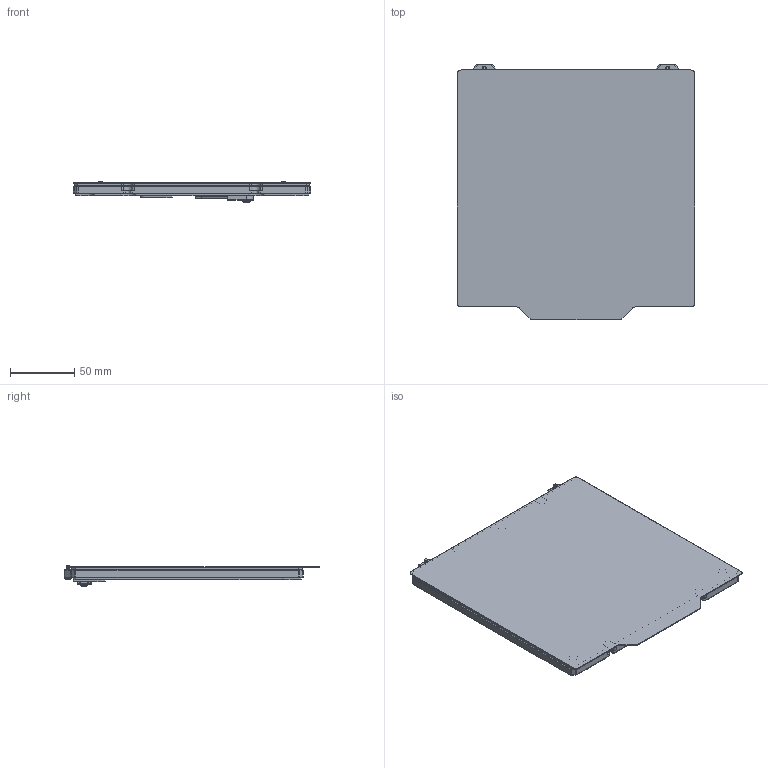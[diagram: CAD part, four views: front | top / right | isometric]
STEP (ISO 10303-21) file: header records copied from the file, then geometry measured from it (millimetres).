
FILE_DESCRIPTION(/* description */ (''),/* implementation_level */ '2;1');
FILE_NAME(/* name */ 'CAD Assembly 180mm - Thermal Fused.step',/* time_stamp */ '2024-10-26T11:58:46+02:00',/* author */ (''),/* organization */ (''),/* preprocessor_version */ 'ST-DEVELOPER v20',/* originating_system */ 'Autodesk Translation Framework v13.20.0.188',/* authorisation */ '');
FILE_SCHEMA (('AUTOMOTIVE_DESIGN { 1 0 10303 214 3 1 1 }'));
Length unit declared in the file: millimetre
Products named in the file (13): (Unsaved); Bed Assembly; Hardware; Thermal Fuse; Leads; Wire; Ceramic Fuse; M3 Washer; M3x10 BHCS; ATP5 Aluminium Bed; Magnetic Sheet; Build Plate; Heater
Assembly tree (15 placements, depth 6):
  (Unsaved)
    Bed Assembly
      Hardware
        M3x10 BHCS  x3
        Thermal Fuse
          Leads
            Wire  x2
          Ceramic Fuse
        M3 Washer
      ATP5 Aluminium Bed
      Magnetic Sheet
      Build Plate
      Heater
Bounding box: 185 x 199.5 x 17.15 mm (x, y, z)
Volume: 341963.3 mm3; surface area: 344321.8 mm2
Topology: 14 solids, 14 shells, 695 faces, 1768 edges, 1122 vertices
Faces by surface type: plane 270, cylinder 252, bspline 82, cone 80, sphere 7, torus 4
Full cylindrical faces by diameter (mm): 1.6 x4, 1.8 x2, 2.356 x21, 2.927 x39, 3 x4, 3.2 x1, 3.4 x3, 5 x1, 5.7 x3, 6.5 x3, 7 x1, 7.3 x3
Entity records: 20440 total; most frequent: CARTESIAN_POINT 6812, ORIENTED_EDGE 2874, DIRECTION 2546, EDGE_CURVE 1437, VERTEX_POINT 910, LINE 864, VECTOR 864, AXIS2_PLACEMENT_3D 841
